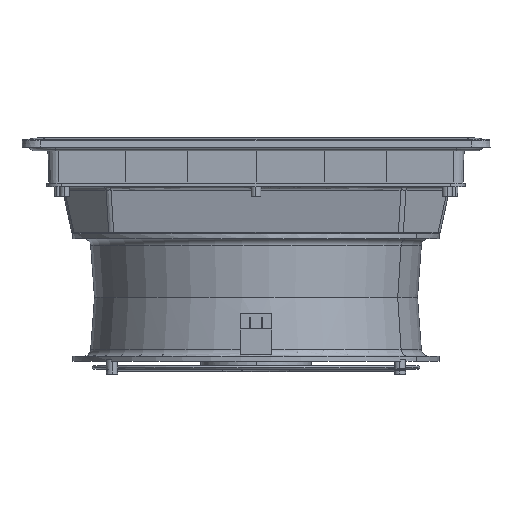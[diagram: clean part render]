
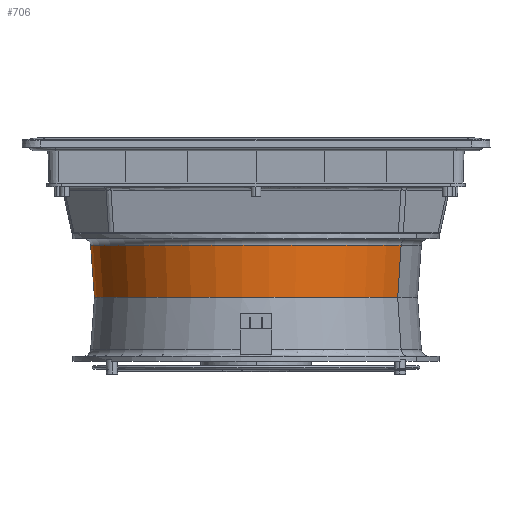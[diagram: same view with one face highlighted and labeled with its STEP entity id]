
A CAD part, left-side view. The second image highlights one B-rep face of the part: STEP entity #706.
In plain terms, the highlighted conical face has half-angle 4.185 degrees and reference radius 112.5 mm.
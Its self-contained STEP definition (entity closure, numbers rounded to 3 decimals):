
#549=CARTESIAN_POINT('Vertex',(-53.935,-98.728,-82.663)) ;
#552=CARTESIAN_POINT('Axis2P3D Location',(0.,0.,-82.663)) ;
#556=CARTESIAN_POINT('Vertex',(0.,112.5,-82.663)) ;
#676=CARTESIAN_POINT('Axis2P3D Location',(0.,0.,-82.663)) ;
#681=CARTESIAN_POINT('Line Origine',(0.,114.,-62.163)) ;
#685=CARTESIAN_POINT('Vertex',(0.,115.161,-46.298)) ;
#688=CARTESIAN_POINT('Line Origine',(-54.655,-100.044,-62.163)) ;
#692=CARTESIAN_POINT('Vertex',(-55.211,-101.063,-46.298)) ;
#695=CARTESIAN_POINT('Axis2P3D Location',(0.,0.,-46.298)) ;
#553=DIRECTION('Axis2P3D Direction',(0.,0.,1.)) ;
#677=DIRECTION('Axis2P3D Direction',(0.,0.,1.)) ;
#678=DIRECTION('Axis2P3D XDirection',(0.479,0.878,0.)) ;
#682=DIRECTION('Vector Direction',(0.,0.073,0.997)) ;
#689=DIRECTION('Vector Direction',(-0.035,-0.064,0.997)) ;
#696=DIRECTION('Axis2P3D Direction',(0.,0.,-1.)) ;
#554=AXIS2_PLACEMENT_3D('Circle Axis2P3D',#552,#553,$) ;
#679=AXIS2_PLACEMENT_3D('Cone Axis2P3D',#676,#677,#678) ;
#697=AXIS2_PLACEMENT_3D('Circle Axis2P3D',#695,#696,$) ;
#701=ORIENTED_EDGE('',*,*,#687,.F.) ;
#702=ORIENTED_EDGE('',*,*,#558,.F.) ;
#703=ORIENTED_EDGE('',*,*,#694,.T.) ;
#704=ORIENTED_EDGE('',*,*,#699,.F.) ;
#683=VECTOR('Line Direction',#682,1.) ;
#690=VECTOR('Line Direction',#689,1.) ;
#706=ADVANCED_FACE('PartBody',(#705),#680,.T.) ;
#555=CIRCLE('generated circle',#554,112.5) ;
#698=CIRCLE('generated circle',#697,115.161) ;
#680=CONICAL_SURFACE('Cone',#679,112.5,0.073) ;
#558=EDGE_CURVE('',#550,#557,#555,.F.) ;
#687=EDGE_CURVE('',#557,#686,#684,.T.) ;
#694=EDGE_CURVE('',#550,#693,#691,.T.) ;
#699=EDGE_CURVE('',#686,#693,#698,.F.) ;
#700=EDGE_LOOP('',(#701,#702,#703,#704)) ;
#705=FACE_OUTER_BOUND('',#700,.T.) ;
#684=LINE('Line',#681,#683) ;
#691=LINE('Line',#688,#690) ;
#550=VERTEX_POINT('',#549) ;
#557=VERTEX_POINT('',#556) ;
#686=VERTEX_POINT('',#685) ;
#693=VERTEX_POINT('',#692) ;
